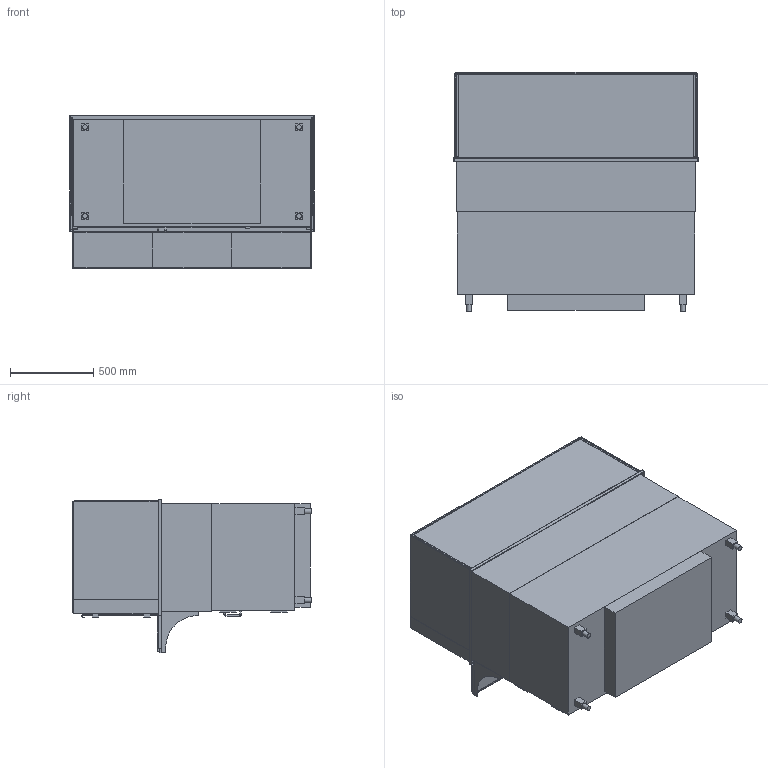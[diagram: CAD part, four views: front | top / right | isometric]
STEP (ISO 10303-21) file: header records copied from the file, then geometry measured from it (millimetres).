
FILE_DESCRIPTION (( 'STEP AP214' ), '1' );
FILE_NAME ('EU520213_Basic Plus E-146-53.STEP', '2022-05-20T07:44:22', ( '' ), ( '' ), 'SwSTEP 2.0', 'SolidWorks 2017', '' );
FILE_SCHEMA (( 'AUTOMOTIVE_DESIGN' ));
Length unit declared in the file: millimetre
Products named in the file (1): EU520213_Basic Plus E-146-53
Bounding box: 1465 x 1439 x 918.5 mm (x, y, z)
Volume: 276079958.4 mm3; surface area: 24462938.9 mm2
Topology: 60 solids, 60 shells, 513 faces, 1144 edges, 758 vertices
Faces by surface type: plane 457, cylinder 52, torus 4
Full cylindrical faces by diameter (mm): 8 x6, 30 x4
Entity records: 14791 total; most frequent: CARTESIAN_POINT 2414, ORIENTED_EDGE 2260, DIRECTION 2258, EDGE_CURVE 1130, LINE 1022, VECTOR 1022, VERTEX_POINT 758, AXIS2_PLACEMENT_3D 618
